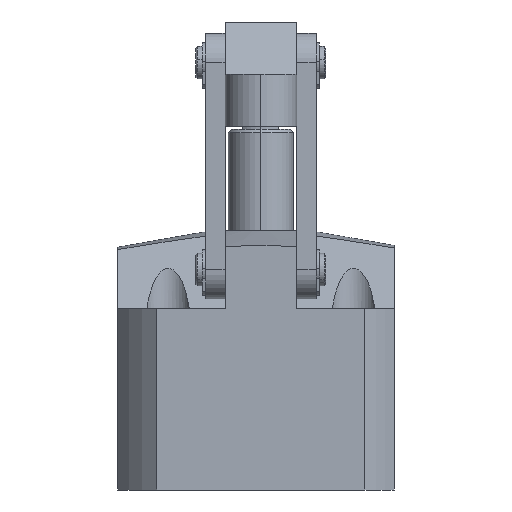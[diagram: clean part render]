
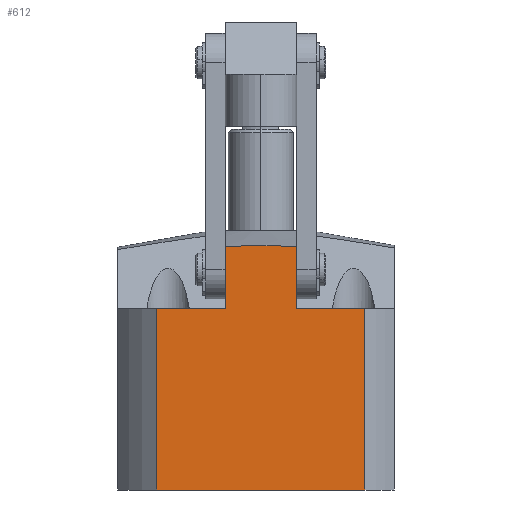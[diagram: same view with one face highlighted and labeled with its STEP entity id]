
A CAD part, front view. The second image highlights one B-rep face of the part: STEP entity #612.
In plain terms, the highlighted planar face has unit normal (0, -1, 0).
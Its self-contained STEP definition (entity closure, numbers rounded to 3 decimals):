
#219 = B_SPLINE_CURVE_WITH_KNOTS ( 'NONE', 3,
 ( #7647, #7640, #7624, #7620, #7618 ),
 .UNSPECIFIED., .F., .F.,
 ( 4, 1, 4 ),
 ( 0.13, 0.141, 0.152 ),
 .UNSPECIFIED. ) ;
#612 = ADVANCED_FACE ( 'NONE', ( #6840 ), #5867, .F. ) ;
#1793 = AXIS2_PLACEMENT_3D ( 'NONE', #5873, #5864, #5863 ) ;
#3070 = EDGE_LOOP ( 'NONE', ( #6334, #6317, #6316, #6315, #6314, #6313, #6312, #6311 ) ) ;
#3493 = VERTEX_POINT ( 'NONE', #8068 ) ;
#3513 = VERTEX_POINT ( 'NONE', #8347 ) ;
#3518 = VERTEX_POINT ( 'NONE', #8341 ) ;
#3520 = VERTEX_POINT ( 'NONE', #8339 ) ;
#3521 = VERTEX_POINT ( 'NONE', #8338 ) ;
#3523 = VERTEX_POINT ( 'NONE', #8334 ) ;
#3524 = VERTEX_POINT ( 'NONE', #8332 ) ;
#3572 = VERTEX_POINT ( 'NONE', #8259 ) ;
#4982 = EDGE_CURVE ( 'NONE', #3518, #3521, #219, .T. ) ;
#4985 = EDGE_CURVE ( 'NONE', #3523, #3520, #7089, .T. ) ;
#4986 = EDGE_CURVE ( 'NONE', #3513, #3523, #7080, .T. ) ;
#4987 = EDGE_CURVE ( 'NONE', #3518, #3513, #7088, .T. ) ;
#4988 = EDGE_CURVE ( 'NONE', #3521, #3524, #7093, .T. ) ;
#4989 = EDGE_CURVE ( 'NONE', #3524, #3493, #7095, .T. ) ;
#4990 = EDGE_CURVE ( 'NONE', #3493, #3572, #7097, .T. ) ;
#4991 = EDGE_CURVE ( 'NONE', #3520, #3572, #7099, .T. ) ;
#5863 = DIRECTION ( 'NONE',  ( 0., 0., 1. ) ) ;
#5864 = DIRECTION ( 'NONE',  ( 0., 1., 0. ) ) ;
#5867 = PLANE ( 'NONE',  #1793 ) ;
#5873 = CARTESIAN_POINT ( 'NONE',  ( 0., -41., 30. ) ) ;
#6311 = ORIENTED_EDGE ( 'NONE', *, *, #4991, .F. ) ;
#6312 = ORIENTED_EDGE ( 'NONE', *, *, #4990, .T. ) ;
#6313 = ORIENTED_EDGE ( 'NONE', *, *, #4989, .T. ) ;
#6314 = ORIENTED_EDGE ( 'NONE', *, *, #4988, .T. ) ;
#6315 = ORIENTED_EDGE ( 'NONE', *, *, #4982, .T. ) ;
#6316 = ORIENTED_EDGE ( 'NONE', *, *, #4987, .F. ) ;
#6317 = ORIENTED_EDGE ( 'NONE', *, *, #4986, .F. ) ;
#6334 = ORIENTED_EDGE ( 'NONE', *, *, #4985, .F. ) ;
#6840 = FACE_OUTER_BOUND ( 'NONE', #3070, .T. ) ;
#7080 = LINE ( 'NONE', #7551, #7092 ) ;
#7088 = LINE ( 'NONE', #7549, #7094 ) ;
#7089 = LINE ( 'NONE', #7541, #7090 ) ;
#7090 = VECTOR ( 'NONE', #7538, 1000. ) ;
#7092 = VECTOR ( 'NONE', #7536, 1000. ) ;
#7093 = LINE ( 'NONE', #7532, #7096 ) ;
#7094 = VECTOR ( 'NONE', #7534, 1000. ) ;
#7095 = LINE ( 'NONE', #7526, #7098 ) ;
#7096 = VECTOR ( 'NONE', #7527, 1000. ) ;
#7097 = LINE ( 'NONE', #7524, #7100 ) ;
#7098 = VECTOR ( 'NONE', #7525, 1000. ) ;
#7099 = LINE ( 'NONE', #7520, #7102 ) ;
#7100 = VECTOR ( 'NONE', #7521, 1000. ) ;
#7102 = VECTOR ( 'NONE', #7517, 1000. ) ;
#7517 = DIRECTION ( 'NONE',  ( -1., 0., 0. ) ) ;
#7520 = CARTESIAN_POINT ( 'NONE',  ( 31.984, -41., -49.7 ) ) ;
#7521 = DIRECTION ( 'NONE',  ( 0., 0., -1. ) ) ;
#7524 = CARTESIAN_POINT ( 'NONE',  ( -31.984, -41., 30. ) ) ;
#7525 = DIRECTION ( 'NONE',  ( -1., 0., 0. ) ) ;
#7526 = CARTESIAN_POINT ( 'NONE',  ( -11., -41., 6. ) ) ;
#7527 = DIRECTION ( 'NONE',  ( 0., 0., -1. ) ) ;
#7532 = CARTESIAN_POINT ( 'NONE',  ( -11., -41., 6. ) ) ;
#7534 = DIRECTION ( 'NONE',  ( 0., 0., -1. ) ) ;
#7536 = DIRECTION ( 'NONE',  ( 1., 0., 0. ) ) ;
#7538 = DIRECTION ( 'NONE',  ( 0., 0., -1. ) ) ;
#7541 = CARTESIAN_POINT ( 'NONE',  ( 31.984, -41., 30. ) ) ;
#7549 = CARTESIAN_POINT ( 'NONE',  ( 11., -41., 6. ) ) ;
#7551 = CARTESIAN_POINT ( 'NONE',  ( 11., -41., 6. ) ) ;
#7618 = CARTESIAN_POINT ( 'NONE',  ( -11., -41., 25.16 ) ) ;
#7620 = CARTESIAN_POINT ( 'NONE',  ( -7.333, -41., 25.327 ) ) ;
#7624 = CARTESIAN_POINT ( 'NONE',  ( 0., -41., 25.504 ) ) ;
#7640 = CARTESIAN_POINT ( 'NONE',  ( 7.333, -41., 25.327 ) ) ;
#7647 = CARTESIAN_POINT ( 'NONE',  ( 11., -41., 25.16 ) ) ;
#8068 = CARTESIAN_POINT ( 'NONE',  ( -31.984, -41., 6. ) ) ;
#8259 = CARTESIAN_POINT ( 'NONE',  ( -31.984, -41., -49.7 ) ) ;
#8332 = CARTESIAN_POINT ( 'NONE',  ( -11., -41., 6. ) ) ;
#8334 = CARTESIAN_POINT ( 'NONE',  ( 31.984, -41., 6. ) ) ;
#8338 = CARTESIAN_POINT ( 'NONE',  ( -11., -41., 25.16 ) ) ;
#8339 = CARTESIAN_POINT ( 'NONE',  ( 31.984, -41., -49.7 ) ) ;
#8341 = CARTESIAN_POINT ( 'NONE',  ( 11., -41., 25.16 ) ) ;
#8347 = CARTESIAN_POINT ( 'NONE',  ( 11., -41., 6. ) ) ;
